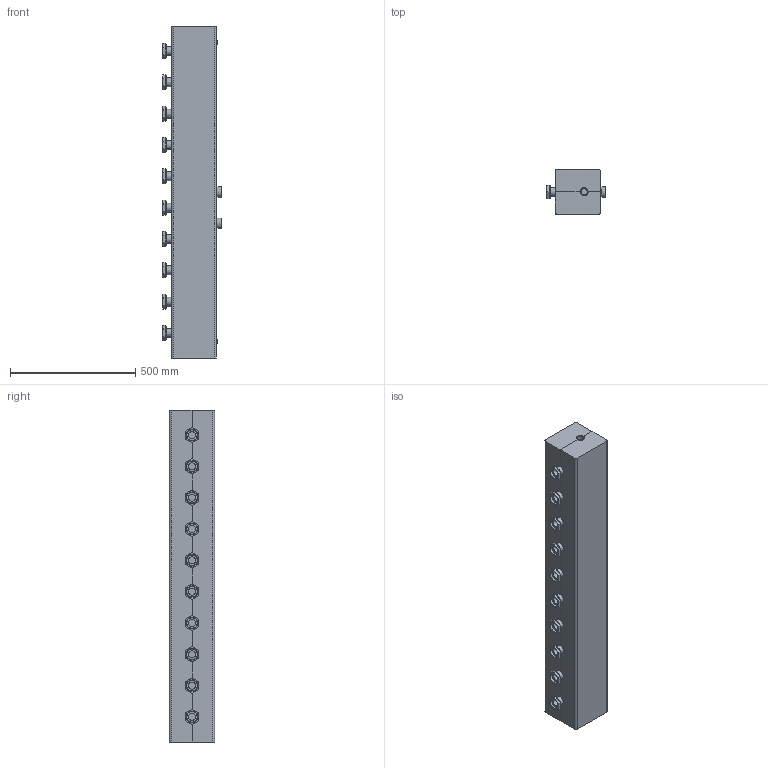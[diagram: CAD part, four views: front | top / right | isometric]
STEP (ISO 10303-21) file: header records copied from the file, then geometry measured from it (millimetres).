
FILE_DESCRIPTION(/* description */ (''),/* implementation_level */ '2;1');
FILE_NAME(/* name */ 'C100 5F DN25.stp',/* time_stamp */ '2015-09-29T20:53:48+02:00',/* author */ ('ARTUR'),/* organization */ (''),/* preprocessor_version */ 'ST-DEVELOPER v15.6',/* originating_system */ 'Autodesk Inventor 2015',/* authorisation */ '');
FILE_SCHEMA (('CONFIG_CONTROL_DESIGN'));
Length unit declared in the file: millimetre
Products named in the file (5): C1005F-01.00; C1005F-02.00; nakrętka GW 1 1_2; C1005F-02.00_MIR; C100 5F DN25
Bounding box: 235 x 180 x 1325 mm (x, y, z)
Volume: 42741813.7 mm3; surface area: 2511326.1 mm2
Topology: 13 solids, 13 shells, 459 faces, 1046 edges, 665 vertices
Faces by surface type: plane 250, cylinder 162, torus 30, cone 17
Full cylindrical faces by diameter (mm): 8 x2, 20 x2, 25 x1, 28 x10, 30 x1, 33 x1, 35 x12, 36 x10, 37 x1, 41 x2, 45 x10, 51 x10
Entity records: 5969 total; most frequent: DIRECTION 1088, CARTESIAN_POINT 970, ORIENTED_EDGE 846, AXIS2_PLACEMENT_3D 431, EDGE_CURVE 423, EDGE_LOOP 316, VERTEX_POINT 313, LINE 226
